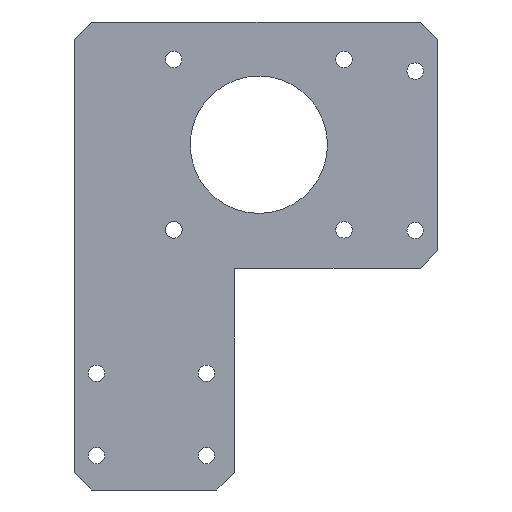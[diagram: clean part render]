
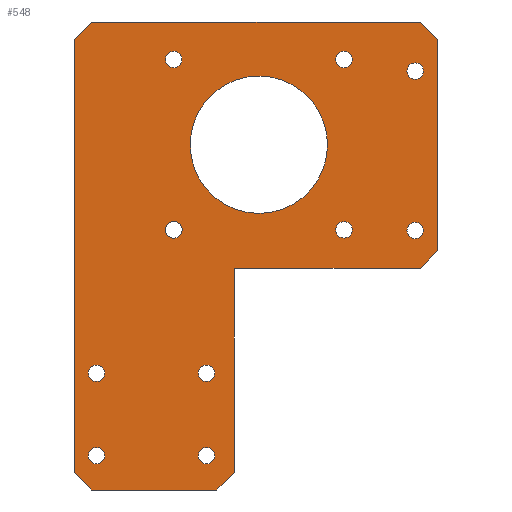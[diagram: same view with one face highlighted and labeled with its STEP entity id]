
A CAD part, front view. The second image highlights one B-rep face of the part: STEP entity #548.
In plain terms, the highlighted planar face has unit normal (0, -1, 0).
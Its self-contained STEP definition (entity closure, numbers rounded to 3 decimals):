
#26=FACE_BOUND('',#118,.T.);
#27=FACE_BOUND('',#119,.T.);
#28=FACE_BOUND('',#120,.T.);
#29=FACE_BOUND('',#121,.T.);
#30=FACE_BOUND('',#122,.T.);
#31=FACE_BOUND('',#123,.T.);
#32=FACE_BOUND('',#124,.T.);
#33=FACE_BOUND('',#125,.T.);
#34=FACE_BOUND('',#126,.T.);
#35=FACE_BOUND('',#127,.T.);
#36=FACE_BOUND('',#128,.T.);
#51=PLANE('',#609);
#53=ELLIPSE('',#594,1.531,1.531);
#80=FACE_OUTER_BOUND('',#117,.T.);
#117=EDGE_LOOP('',(#489,#490,#491,#492,#493,#494,#495,#496,#497,#498,#499,
#500,#501));
#118=EDGE_LOOP('',(#502));
#119=EDGE_LOOP('',(#503));
#120=EDGE_LOOP('',(#504));
#121=EDGE_LOOP('',(#505));
#122=EDGE_LOOP('',(#506));
#123=EDGE_LOOP('',(#507));
#124=EDGE_LOOP('',(#508));
#125=EDGE_LOOP('',(#509));
#126=EDGE_LOOP('',(#510));
#127=EDGE_LOOP('',(#511));
#128=EDGE_LOOP('',(#512));
#140=LINE('',#843,#190);
#144=LINE('',#851,#194);
#147=LINE('',#857,#197);
#150=LINE('',#863,#200);
#153=LINE('',#869,#203);
#156=LINE('',#875,#206);
#159=LINE('',#881,#209);
#162=LINE('',#887,#212);
#165=LINE('',#893,#215);
#168=LINE('',#899,#218);
#171=LINE('',#905,#221);
#174=LINE('',#911,#224);
#177=LINE('',#916,#227);
#190=VECTOR('',#689,10.);
#194=VECTOR('',#695,10.);
#197=VECTOR('',#700,10.);
#200=VECTOR('',#705,10.);
#203=VECTOR('',#710,10.);
#206=VECTOR('',#715,10.);
#209=VECTOR('',#720,10.);
#212=VECTOR('',#725,10.);
#215=VECTOR('',#730,10.);
#218=VECTOR('',#735,10.);
#221=VECTOR('',#740,10.);
#224=VECTOR('',#745,10.);
#227=VECTOR('',#750,10.);
#230=CIRCLE('',#565,1.5);
#232=CIRCLE('',#568,1.5);
#234=CIRCLE('',#571,1.5);
#236=CIRCLE('',#574,12.5);
#238=CIRCLE('',#577,1.5);
#240=CIRCLE('',#580,1.5);
#242=CIRCLE('',#583,1.5);
#244=CIRCLE('',#586,1.5);
#246=CIRCLE('',#589,1.5);
#248=CIRCLE('',#592,1.5);
#250=VERTEX_POINT('',#760);
#252=VERTEX_POINT('',#766);
#254=VERTEX_POINT('',#772);
#256=VERTEX_POINT('',#778);
#258=VERTEX_POINT('',#784);
#260=VERTEX_POINT('',#790);
#262=VERTEX_POINT('',#796);
#264=VERTEX_POINT('',#802);
#266=VERTEX_POINT('',#808);
#268=VERTEX_POINT('',#814);
#270=VERTEX_POINT('',#837);
#271=VERTEX_POINT('',#841);
#272=VERTEX_POINT('',#842);
#275=VERTEX_POINT('',#850);
#277=VERTEX_POINT('',#856);
#279=VERTEX_POINT('',#862);
#281=VERTEX_POINT('',#868);
#283=VERTEX_POINT('',#874);
#285=VERTEX_POINT('',#880);
#287=VERTEX_POINT('',#886);
#289=VERTEX_POINT('',#892);
#291=VERTEX_POINT('',#898);
#293=VERTEX_POINT('',#904);
#295=VERTEX_POINT('',#910);
#299=EDGE_CURVE('',#250,#250,#230,.T.);
#302=EDGE_CURVE('',#252,#252,#232,.T.);
#305=EDGE_CURVE('',#254,#254,#234,.T.);
#308=EDGE_CURVE('',#256,#256,#236,.T.);
#311=EDGE_CURVE('',#258,#258,#238,.T.);
#314=EDGE_CURVE('',#260,#260,#240,.T.);
#317=EDGE_CURVE('',#262,#262,#242,.T.);
#320=EDGE_CURVE('',#264,#264,#244,.T.);
#323=EDGE_CURVE('',#266,#266,#246,.T.);
#326=EDGE_CURVE('',#268,#268,#248,.T.);
#329=EDGE_CURVE('',#270,#270,#53,.T.);
#330=EDGE_CURVE('',#271,#272,#140,.T.);
#334=EDGE_CURVE('',#272,#275,#144,.T.);
#337=EDGE_CURVE('',#275,#277,#147,.T.);
#340=EDGE_CURVE('',#277,#279,#150,.T.);
#343=EDGE_CURVE('',#279,#281,#153,.T.);
#346=EDGE_CURVE('',#281,#283,#156,.T.);
#349=EDGE_CURVE('',#283,#285,#159,.T.);
#352=EDGE_CURVE('',#285,#287,#162,.T.);
#355=EDGE_CURVE('',#287,#289,#165,.T.);
#358=EDGE_CURVE('',#289,#291,#168,.T.);
#361=EDGE_CURVE('',#291,#293,#171,.T.);
#364=EDGE_CURVE('',#293,#295,#174,.T.);
#367=EDGE_CURVE('',#295,#271,#177,.T.);
#489=ORIENTED_EDGE('',*,*,#367,.T.);
#490=ORIENTED_EDGE('',*,*,#330,.T.);
#491=ORIENTED_EDGE('',*,*,#334,.T.);
#492=ORIENTED_EDGE('',*,*,#337,.T.);
#493=ORIENTED_EDGE('',*,*,#340,.T.);
#494=ORIENTED_EDGE('',*,*,#343,.T.);
#495=ORIENTED_EDGE('',*,*,#346,.T.);
#496=ORIENTED_EDGE('',*,*,#349,.T.);
#497=ORIENTED_EDGE('',*,*,#352,.T.);
#498=ORIENTED_EDGE('',*,*,#355,.T.);
#499=ORIENTED_EDGE('',*,*,#358,.T.);
#500=ORIENTED_EDGE('',*,*,#361,.T.);
#501=ORIENTED_EDGE('',*,*,#364,.T.);
#502=ORIENTED_EDGE('',*,*,#299,.T.);
#503=ORIENTED_EDGE('',*,*,#302,.T.);
#504=ORIENTED_EDGE('',*,*,#305,.T.);
#505=ORIENTED_EDGE('',*,*,#308,.T.);
#506=ORIENTED_EDGE('',*,*,#311,.T.);
#507=ORIENTED_EDGE('',*,*,#314,.T.);
#508=ORIENTED_EDGE('',*,*,#317,.T.);
#509=ORIENTED_EDGE('',*,*,#320,.T.);
#510=ORIENTED_EDGE('',*,*,#323,.T.);
#511=ORIENTED_EDGE('',*,*,#326,.T.);
#512=ORIENTED_EDGE('',*,*,#329,.F.);
#548=ADVANCED_FACE('',(#80,#26,#27,#28,#29,#30,#31,#32,#33,#34,#35,#36),
#51,.F.);
#565=AXIS2_PLACEMENT_3D('',#762,#617,#618);
#568=AXIS2_PLACEMENT_3D('',#768,#624,#625);
#571=AXIS2_PLACEMENT_3D('',#774,#631,#632);
#574=AXIS2_PLACEMENT_3D('',#780,#638,#639);
#577=AXIS2_PLACEMENT_3D('',#786,#645,#646);
#580=AXIS2_PLACEMENT_3D('',#792,#652,#653);
#583=AXIS2_PLACEMENT_3D('',#798,#659,#660);
#586=AXIS2_PLACEMENT_3D('',#804,#666,#667);
#589=AXIS2_PLACEMENT_3D('',#810,#673,#674);
#592=AXIS2_PLACEMENT_3D('',#816,#680,#681);
#594=AXIS2_PLACEMENT_3D('',#839,#685,#686);
#609=AXIS2_PLACEMENT_3D('',#919,#754,#755);
#617=DIRECTION('center_axis',(0.,1.,0.));
#618=DIRECTION('ref_axis',(-1.,0.,0.));
#624=DIRECTION('center_axis',(0.,1.,0.));
#625=DIRECTION('ref_axis',(-1.,0.,0.));
#631=DIRECTION('center_axis',(0.,1.,0.));
#632=DIRECTION('ref_axis',(-1.,0.,0.));
#638=DIRECTION('center_axis',(0.,1.,0.));
#639=DIRECTION('ref_axis',(-1.,0.,0.));
#645=DIRECTION('center_axis',(0.,1.,0.));
#646=DIRECTION('ref_axis',(-1.,0.,0.));
#652=DIRECTION('center_axis',(0.,1.,0.));
#653=DIRECTION('ref_axis',(-1.,0.,0.));
#659=DIRECTION('center_axis',(0.,1.,0.));
#660=DIRECTION('ref_axis',(-1.,0.,0.));
#666=DIRECTION('center_axis',(0.,1.,0.));
#667=DIRECTION('ref_axis',(-1.,0.,0.));
#673=DIRECTION('center_axis',(0.,1.,0.));
#674=DIRECTION('ref_axis',(-1.,0.,0.));
#680=DIRECTION('center_axis',(0.,1.,0.));
#681=DIRECTION('ref_axis',(-1.,0.,0.));
#685=DIRECTION('center_axis',(0.,-1.,0.));
#686=DIRECTION('ref_axis',(0.,0.,1.));
#689=DIRECTION('',(1.,0.,0.));
#695=DIRECTION('',(0.709,0.,0.705));
#700=DIRECTION('',(-0.001,0.,1.));
#705=DIRECTION('',(1.,0.,0.));
#710=DIRECTION('',(0.,0.,1.));
#715=DIRECTION('',(1.,0.,0.));
#720=DIRECTION('',(0.707,0.,0.707));
#725=DIRECTION('',(0.,0.,1.));
#730=DIRECTION('',(-0.707,0.,0.707));
#735=DIRECTION('',(-1.,0.,0.));
#740=DIRECTION('',(-0.707,0.,-0.707));
#745=DIRECTION('',(0.,0.,-1.));
#750=DIRECTION('',(0.705,0.,-0.709));
#754=DIRECTION('center_axis',(0.,1.,0.));
#755=DIRECTION('ref_axis',(1.,0.,0.));
#760=CARTESIAN_POINT('',(51.544,0.,49.102));
#762=CARTESIAN_POINT('Origin',(50.044,0.,49.102));
#766=CARTESIAN_POINT('',(26.5,0.,23.));
#768=CARTESIAN_POINT('Origin',(25.,0.,23.));
#772=CARTESIAN_POINT('',(6.5,0.,23.));
#774=CARTESIAN_POINT('Origin',(5.,0.,23.));
#778=CARTESIAN_POINT('',(47.044,0.,64.602));
#780=CARTESIAN_POINT('Origin',(34.544,0.,64.602));
#784=CARTESIAN_POINT('',(64.5,0.,49.));
#786=CARTESIAN_POINT('Origin',(63.,0.,49.));
#790=CARTESIAN_POINT('',(51.544,0.,80.102));
#792=CARTESIAN_POINT('Origin',(50.044,0.,80.102));
#796=CARTESIAN_POINT('',(26.5,0.,8.));
#798=CARTESIAN_POINT('Origin',(25.,0.,8.));
#802=CARTESIAN_POINT('',(6.5,0.,8.));
#804=CARTESIAN_POINT('Origin',(5.,0.,8.));
#808=CARTESIAN_POINT('',(20.544,0.,80.102));
#810=CARTESIAN_POINT('Origin',(19.044,0.,80.102));
#814=CARTESIAN_POINT('',(64.5,0.,78.));
#816=CARTESIAN_POINT('Origin',(63.,0.,78.));
#837=CARTESIAN_POINT('',(19.044,0.,47.572));
#839=CARTESIAN_POINT('Origin',(19.044,0.,49.102));
#841=CARTESIAN_POINT('',(4.076,0.,1.752));
#842=CARTESIAN_POINT('',(26.901,0.,1.752));
#843=CARTESIAN_POINT('',(4.076,0.,1.752));
#850=CARTESIAN_POINT('',(30.074,0.,4.906));
#851=CARTESIAN_POINT('',(26.901,0.,1.752));
#856=CARTESIAN_POINT('',(30.058,0.,31.065));
#857=CARTESIAN_POINT('',(30.074,0.,4.906));
#862=CARTESIAN_POINT('',(30.117,0.,31.065));
#863=CARTESIAN_POINT('',(30.058,0.,31.065));
#868=CARTESIAN_POINT('',(30.117,0.,42.123));
#869=CARTESIAN_POINT('',(30.117,0.,31.065));
#874=CARTESIAN_POINT('',(63.94,0.,42.124));
#875=CARTESIAN_POINT('',(30.117,0.,42.123));
#880=CARTESIAN_POINT('',(67.115,0.,45.298));
#881=CARTESIAN_POINT('',(63.94,0.,42.124));
#886=CARTESIAN_POINT('',(67.115,0.,83.766));
#887=CARTESIAN_POINT('',(67.115,0.,45.298));
#892=CARTESIAN_POINT('',(63.94,0.,86.94));
#893=CARTESIAN_POINT('',(67.115,0.,83.766));
#898=CARTESIAN_POINT('',(4.096,0.,86.94));
#899=CARTESIAN_POINT('',(63.94,0.,86.94));
#904=CARTESIAN_POINT('',(0.921,0.,83.766));
#905=CARTESIAN_POINT('',(4.096,0.,86.94));
#910=CARTESIAN_POINT('',(0.921,0.,4.927));
#911=CARTESIAN_POINT('',(0.921,0.,83.766));
#916=CARTESIAN_POINT('',(0.921,0.,4.927));
#919=CARTESIAN_POINT('Origin',(34.018,0.,44.346));
